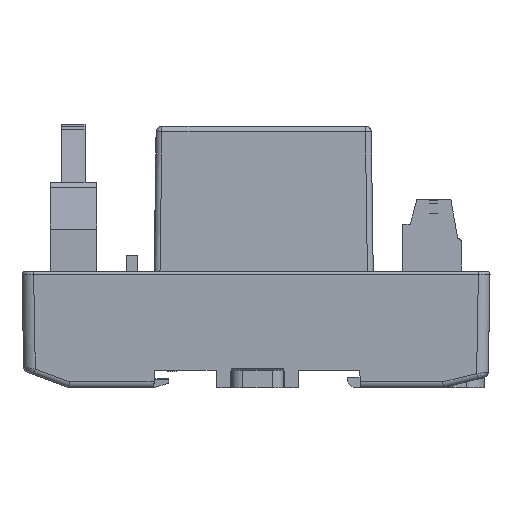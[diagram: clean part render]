
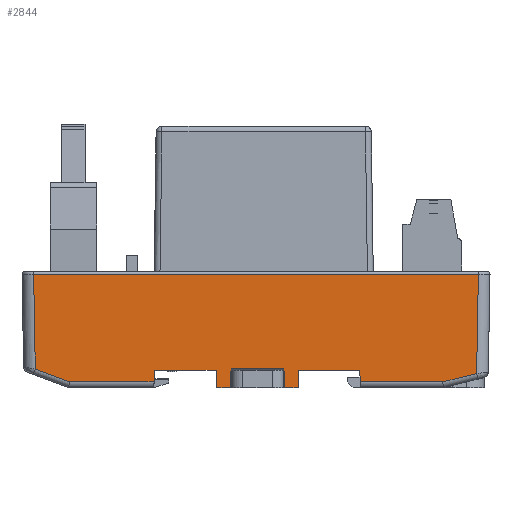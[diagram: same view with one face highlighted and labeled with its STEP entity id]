
A CAD part, left-side view. The second image highlights one B-rep face of the part: STEP entity #2844.
In plain terms, the highlighted planar face has unit normal (-1, 0, -0.018).
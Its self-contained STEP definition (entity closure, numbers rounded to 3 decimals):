
#1702=FACE_OUTER_BOUND('',#5903,.T.);
#2844=ADVANCED_FACE('',(#1702),#4056,.T.);
#4056=PLANE('',#23588);
#5903=EDGE_LOOP('',(#7722,#7723,#7724,#7725,#7726,#7727,#7728,#7729,#7730,
#7731,#7732,#7733,#7734,#7735,#7736,#7737,#7738,#7739,#7740,#7741));
#7722=ORIENTED_EDGE('',*,*,#15880,.T.);
#7723=ORIENTED_EDGE('',*,*,#15955,.T.);
#7724=ORIENTED_EDGE('',*,*,#15956,.T.);
#7725=ORIENTED_EDGE('',*,*,#15957,.T.);
#7726=ORIENTED_EDGE('',*,*,#15958,.T.);
#7727=ORIENTED_EDGE('',*,*,#15856,.F.);
#7728=ORIENTED_EDGE('',*,*,#15959,.F.);
#7729=ORIENTED_EDGE('',*,*,#15960,.F.);
#7730=ORIENTED_EDGE('',*,*,#15961,.F.);
#7731=ORIENTED_EDGE('',*,*,#15962,.T.);
#7732=ORIENTED_EDGE('',*,*,#15963,.T.);
#7733=ORIENTED_EDGE('',*,*,#15964,.F.);
#7734=ORIENTED_EDGE('',*,*,#15965,.T.);
#7735=ORIENTED_EDGE('',*,*,#15966,.T.);
#7736=ORIENTED_EDGE('',*,*,#15967,.F.);
#7737=ORIENTED_EDGE('',*,*,#15968,.T.);
#7738=ORIENTED_EDGE('',*,*,#15969,.F.);
#7739=ORIENTED_EDGE('',*,*,#15970,.F.);
#7740=ORIENTED_EDGE('',*,*,#15971,.T.);
#7741=ORIENTED_EDGE('',*,*,#15912,.T.);
#13783=VERTEX_POINT('',#31603);
#13784=VERTEX_POINT('',#31605);
#13803=VERTEX_POINT('',#31669);
#13804=VERTEX_POINT('',#31671);
#13824=VERTEX_POINT('',#31749);
#13853=VERTEX_POINT('',#31854);
#13854=VERTEX_POINT('',#31856);
#13855=VERTEX_POINT('',#31858);
#13856=VERTEX_POINT('',#31861);
#13857=VERTEX_POINT('',#31863);
#13858=VERTEX_POINT('',#31865);
#13859=VERTEX_POINT('',#31867);
#13860=VERTEX_POINT('',#31869);
#13861=VERTEX_POINT('',#31871);
#13862=VERTEX_POINT('',#31873);
#13863=VERTEX_POINT('',#31875);
#13864=VERTEX_POINT('',#31877);
#13865=VERTEX_POINT('',#31879);
#13866=VERTEX_POINT('',#31881);
#13867=VERTEX_POINT('',#31883);
#15856=EDGE_CURVE('',#13783,#13784,#18919,.T.);
#15880=EDGE_CURVE('',#13804,#13803,#18935,.T.);
#15912=EDGE_CURVE('',#13824,#13804,#18958,.T.);
#15955=EDGE_CURVE('',#13803,#13853,#18993,.T.);
#15956=EDGE_CURVE('',#13853,#13854,#18994,.T.);
#15957=EDGE_CURVE('',#13854,#13855,#18995,.T.);
#15958=EDGE_CURVE('',#13855,#13784,#18996,.T.);
#15959=EDGE_CURVE('',#13856,#13783,#18997,.T.);
#15960=EDGE_CURVE('',#13857,#13856,#18998,.T.);
#15961=EDGE_CURVE('',#13858,#13857,#18999,.T.);
#15962=EDGE_CURVE('',#13858,#13859,#19000,.T.);
#15963=EDGE_CURVE('',#13859,#13860,#19001,.T.);
#15964=EDGE_CURVE('',#13861,#13860,#19002,.T.);
#15965=EDGE_CURVE('',#13861,#13862,#19003,.T.);
#15966=EDGE_CURVE('',#13862,#13863,#19004,.T.);
#15967=EDGE_CURVE('',#13864,#13863,#19005,.T.);
#15968=EDGE_CURVE('',#13864,#13865,#19006,.T.);
#15969=EDGE_CURVE('',#13866,#13865,#19007,.T.);
#15970=EDGE_CURVE('',#13867,#13866,#19008,.T.);
#15971=EDGE_CURVE('',#13867,#13824,#19009,.T.);
#18919=LINE('',#31604,#21332);
#18935=LINE('',#31670,#21348);
#18958=LINE('',#31748,#21371);
#18993=LINE('',#31853,#21406);
#18994=LINE('',#31855,#21407);
#18995=LINE('',#31857,#21408);
#18996=LINE('',#31859,#21409);
#18997=LINE('',#31860,#21410);
#18998=LINE('',#31862,#21411);
#18999=LINE('',#31864,#21412);
#19000=LINE('',#31866,#21413);
#19001=LINE('',#31868,#21414);
#19002=LINE('',#31870,#21415);
#19003=LINE('',#31872,#21416);
#19004=LINE('',#31874,#21417);
#19005=LINE('',#31876,#21418);
#19006=LINE('',#31878,#21419);
#19007=LINE('',#31880,#21420);
#19008=LINE('',#31882,#21421);
#19009=LINE('',#31884,#21422);
#21332=VECTOR('',#25514,1.);
#21348=VECTOR('',#25554,1.);
#21371=VECTOR('',#25611,1.);
#21406=VECTOR('',#25672,1.);
#21407=VECTOR('',#25673,1.);
#21408=VECTOR('',#25674,1.);
#21409=VECTOR('',#25675,1.);
#21410=VECTOR('',#25676,1.);
#21411=VECTOR('',#25677,1.);
#21412=VECTOR('',#25678,1.);
#21413=VECTOR('',#25679,1.);
#21414=VECTOR('',#25680,1.);
#21415=VECTOR('',#25681,1.);
#21416=VECTOR('',#25682,1.);
#21417=VECTOR('',#25683,1.);
#21418=VECTOR('',#25684,1.);
#21419=VECTOR('',#25685,1.);
#21420=VECTOR('',#25686,1.);
#21421=VECTOR('',#25687,1.);
#21422=VECTOR('',#25688,1.);
#23588=AXIS2_PLACEMENT_3D('',#31885,#25689,#25690);
#25514=DIRECTION('',(0.017,0.017,-1.));
#25554=DIRECTION('',(-0.017,-0.017,1.));
#25611=DIRECTION('',(-0.004,-0.97,0.243));
#25672=DIRECTION('',(0.,1.,0.));
#25673=DIRECTION('',(0.017,-0.017,-1.));
#25674=DIRECTION('',(0.006,-0.936,-0.351));
#25675=DIRECTION('',(0.,-1.,0.));
#25676=DIRECTION('',(0.,1.,0.));
#25677=DIRECTION('',(-0.017,0.035,0.999));
#25678=DIRECTION('',(0.,1.,0.));
#25679=DIRECTION('',(-0.017,-0.035,0.999));
#25680=DIRECTION('',(-0.017,0.,1.));
#25681=DIRECTION('',(0.,1.,0.));
#25682=DIRECTION('',(0.017,0.,-1.));
#25683=DIRECTION('',(0.017,-0.035,-0.999));
#25684=DIRECTION('',(0.,1.,0.));
#25685=DIRECTION('',(-0.017,-0.035,0.999));
#25686=DIRECTION('',(0.,1.,0.));
#25687=DIRECTION('',(-0.017,0.017,1.));
#25688=DIRECTION('',(0.,-1.,0.));
#25689=DIRECTION('',(-1.,0.,-0.017));
#25690=DIRECTION('',(0.017,0.,-1.));
#31603=CARTESIAN_POINT('',(610.776,57.283,-6.544));
#31604=CARTESIAN_POINT('',(610.474,56.981,10.758));
#31605=CARTESIAN_POINT('',(610.811,57.318,-8.562));
#31669=CARTESIAN_POINT('',(610.488,1.6,9.947));
#31670=CARTESIAN_POINT('',(610.478,1.59,10.491));
#31671=CARTESIAN_POINT('',(610.786,1.897,-7.107));
#31748=CARTESIAN_POINT('',(610.923,33.436,-14.992));
#31749=CARTESIAN_POINT('',(610.811,7.714,-8.562));
#31853=CARTESIAN_POINT('',(610.488,39.8,9.947));
#31854=CARTESIAN_POINT('',(610.488,78.001,9.947));
#31855=CARTESIAN_POINT('',(610.491,77.998,9.792));
#31856=CARTESIAN_POINT('',(610.772,77.716,-6.354));
#31857=CARTESIAN_POINT('',(610.954,50.005,-16.745));
#31858=CARTESIAN_POINT('',(610.811,71.828,-8.562));
#31859=CARTESIAN_POINT('',(610.811,39.8,-8.562));
#31860=CARTESIAN_POINT('',(610.776,39.8,-6.544));
#31861=CARTESIAN_POINT('',(610.776,46.647,-6.544));
#31862=CARTESIAN_POINT('',(610.483,47.232,10.199));
#31863=CARTESIAN_POINT('',(610.828,46.542,-9.544));
#31864=CARTESIAN_POINT('',(610.828,39.542,-9.544));
#31865=CARTESIAN_POINT('',(610.828,44.197,-9.544));
#31866=CARTESIAN_POINT('',(610.477,43.494,10.587));
#31867=CARTESIAN_POINT('',(610.776,44.092,-6.544));
#31868=CARTESIAN_POINT('',(610.479,44.092,10.458));
#31869=CARTESIAN_POINT('',(610.771,44.092,-6.26));
#31870=CARTESIAN_POINT('',(610.771,248.987,-6.26));
#31871=CARTESIAN_POINT('',(610.771,34.992,-6.26));
#31872=CARTESIAN_POINT('',(610.479,34.992,10.458));
#31873=CARTESIAN_POINT('',(610.776,34.992,-6.544));
#31874=CARTESIAN_POINT('',(610.476,35.591,10.605));
#31875=CARTESIAN_POINT('',(610.828,34.887,-9.544));
#31876=CARTESIAN_POINT('',(610.828,39.542,-9.544));
#31877=CARTESIAN_POINT('',(610.828,32.542,-9.544));
#31878=CARTESIAN_POINT('',(610.831,32.548,-9.719));
#31879=CARTESIAN_POINT('',(610.776,32.437,-6.544));
#31880=CARTESIAN_POINT('',(610.776,39.8,-6.544));
#31881=CARTESIAN_POINT('',(610.776,21.951,-6.544));
#31882=CARTESIAN_POINT('',(610.787,21.94,-7.173));
#31883=CARTESIAN_POINT('',(610.811,21.916,-8.562));
#31884=CARTESIAN_POINT('',(610.811,39.8,-8.562));
#31885=CARTESIAN_POINT('',(610.479,39.8,10.458));
